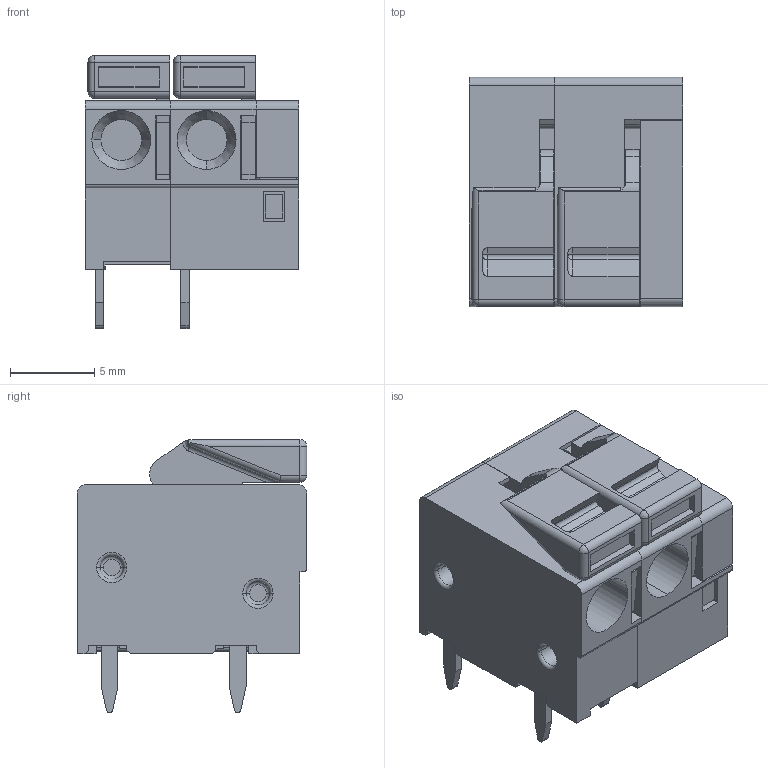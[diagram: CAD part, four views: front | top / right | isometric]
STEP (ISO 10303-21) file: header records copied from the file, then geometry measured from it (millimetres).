
FILE_DESCRIPTION(('STEP AP214'),'1');
FILE_NAME('cctmp_79D72AD5-39F5-4AF1-A488-EB59C776FF75_2023_03_20_07_45_34_0076_9332..stp','2023-03-20T07:45:34',('PHOENIX CONTACT Deutschland GmbH'),('CADClick - www.CADClick.com'),'Spatial InterOp 3D',' ','unknown authorization');
FILE_SCHEMA(('AUTOMOTIVE_DESIGN'));
Length unit declared in the file: millimetre
Products named in the file (10): 2023_03_20_07_45_33_0655; 2023_03_20_07_45_34_0076; 2023_03_20_07_45_34_0061; 2023_03_20_07_45_34_0045; 2023_03_20_07_45_34_0030; 2023_03_20_07_45_34_0014; 2023_03_20_07_45_33_0998; 2023_03_20_07_45_33_0983; 2023_03_20_07_45_33_0967; 2023_03_20_07_45_33_0951
Assembly tree (9 placements, depth 2):
  2023_03_20_07_45_33_0655
    2023_03_20_07_45_34_0076
    2023_03_20_07_45_34_0061
    2023_03_20_07_45_34_0045
    2023_03_20_07_45_34_0030
    2023_03_20_07_45_34_0014
    2023_03_20_07_45_33_0998
    2023_03_20_07_45_33_0983
    2023_03_20_07_45_33_0967
    2023_03_20_07_45_33_0951
Bounding box: 12.7 x 13.65 x 16.25 mm (x, y, z)
Volume: 1560.3 mm3; surface area: 2220.2 mm2
Topology: 9 solids, 9 shells, 404 faces, 1048 edges, 670 vertices
Faces by surface type: plane 236, cylinder 118, torus 32, sphere 8, cone 8, bspline 2
Entity records: 16529 total; most frequent: CARTESIAN_POINT 2954, DIRECTION 2130, ORIENTED_EDGE 2080, EDGE_CURVE 1040, LINE 726, VECTOR 726, AXIS2_PLACEMENT_3D 702, VERTEX_POINT 670
